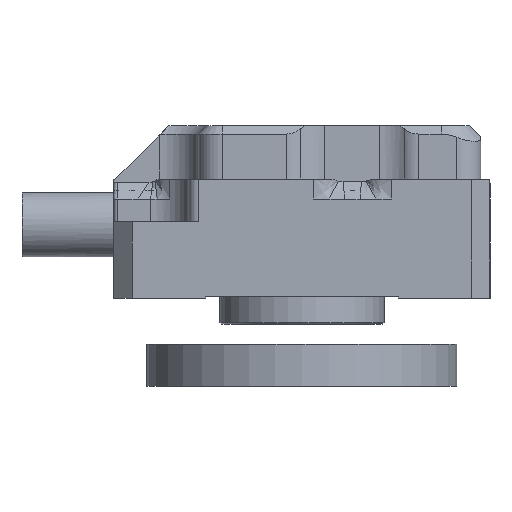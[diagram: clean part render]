
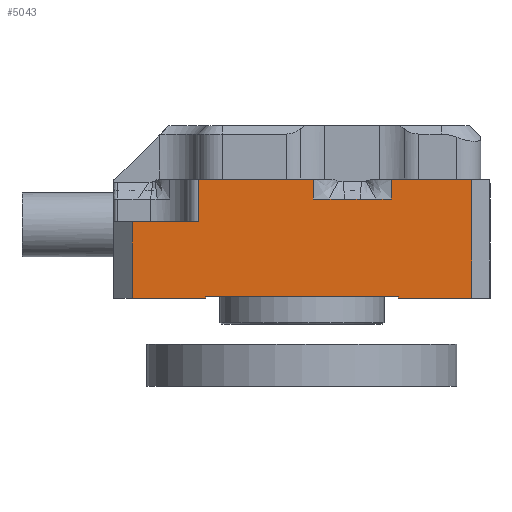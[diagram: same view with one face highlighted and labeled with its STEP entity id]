
A CAD part, left-side view. The second image highlights one B-rep face of the part: STEP entity #5043.
In plain terms, the highlighted planar face has unit normal (-1, 0, 0).
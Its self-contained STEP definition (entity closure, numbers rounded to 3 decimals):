
#5043=ADVANCED_FACE('',(#8310),#6543,.T.);
#6543=PLANE('',#37957);
#8310=FACE_OUTER_BOUND('',#10449,.T.);
#10449=EDGE_LOOP('',(#20235,#20236,#20237,#20238,#20239,#20240,#20241,#20242,
#20243,#20244,#20245,#20246,#20247,#20248,#20249,#20250,#20251,#20252));
#20235=ORIENTED_EDGE('',*,*,#29329,.T.);
#20236=ORIENTED_EDGE('',*,*,#29330,.T.);
#20237=ORIENTED_EDGE('',*,*,#29331,.F.);
#20238=ORIENTED_EDGE('',*,*,#29332,.F.);
#20239=ORIENTED_EDGE('',*,*,#29333,.F.);
#20240=ORIENTED_EDGE('',*,*,#29334,.F.);
#20241=ORIENTED_EDGE('',*,*,#29335,.F.);
#20242=ORIENTED_EDGE('',*,*,#29215,.T.);
#20243=ORIENTED_EDGE('',*,*,#29336,.T.);
#20244=ORIENTED_EDGE('',*,*,#29337,.F.);
#20245=ORIENTED_EDGE('',*,*,#29338,.T.);
#20246=ORIENTED_EDGE('',*,*,#29300,.T.);
#20247=ORIENTED_EDGE('',*,*,#29279,.T.);
#20248=ORIENTED_EDGE('',*,*,#29339,.F.);
#20249=ORIENTED_EDGE('',*,*,#29340,.F.);
#20250=ORIENTED_EDGE('',*,*,#29341,.T.);
#20251=ORIENTED_EDGE('',*,*,#29342,.T.);
#20252=ORIENTED_EDGE('',*,*,#29266,.T.);
#24185=VERTEX_POINT('',#63877);
#24186=VERTEX_POINT('',#63879);
#24230=VERTEX_POINT('',#63985);
#24231=VERTEX_POINT('',#63987);
#24238=VERTEX_POINT('',#64006);
#24241=VERTEX_POINT('',#64011);
#24257=VERTEX_POINT('',#64057);
#24282=VERTEX_POINT('',#64121);
#24283=VERTEX_POINT('',#64123);
#24284=VERTEX_POINT('',#64125);
#24285=VERTEX_POINT('',#64127);
#24286=VERTEX_POINT('',#64129);
#24287=VERTEX_POINT('',#64131);
#24288=VERTEX_POINT('',#64134);
#24289=VERTEX_POINT('',#64136);
#24290=VERTEX_POINT('',#64139);
#24291=VERTEX_POINT('',#64141);
#24292=VERTEX_POINT('',#64143);
#29215=EDGE_CURVE('',#24186,#24185,#32377,.T.);
#29266=EDGE_CURVE('',#24231,#24230,#32414,.T.);
#29279=EDGE_CURVE('',#24238,#24241,#32424,.T.);
#29300=EDGE_CURVE('',#24257,#24238,#32438,.T.);
#29329=EDGE_CURVE('',#24230,#24282,#32457,.T.);
#29330=EDGE_CURVE('',#24282,#24283,#32458,.T.);
#29331=EDGE_CURVE('',#24284,#24283,#32459,.T.);
#29332=EDGE_CURVE('',#24285,#24284,#32460,.T.);
#29333=EDGE_CURVE('',#24286,#24285,#32461,.T.);
#29334=EDGE_CURVE('',#24287,#24286,#32462,.T.);
#29335=EDGE_CURVE('',#24186,#24287,#32463,.T.);
#29336=EDGE_CURVE('',#24185,#24288,#32464,.T.);
#29337=EDGE_CURVE('',#24289,#24288,#32465,.T.);
#29338=EDGE_CURVE('',#24289,#24257,#32466,.T.);
#29339=EDGE_CURVE('',#24290,#24241,#32467,.T.);
#29340=EDGE_CURVE('',#24291,#24290,#32468,.T.);
#29341=EDGE_CURVE('',#24291,#24292,#32469,.T.);
#29342=EDGE_CURVE('',#24292,#24231,#32470,.T.);
#32377=LINE('',#63878,#35520);
#32414=LINE('',#63986,#35557);
#32424=LINE('',#64012,#35567);
#32438=LINE('',#64056,#35581);
#32457=LINE('',#64120,#35600);
#32458=LINE('',#64122,#35601);
#32459=LINE('',#64124,#35602);
#32460=LINE('',#64126,#35603);
#32461=LINE('',#64128,#35604);
#32462=LINE('',#64130,#35605);
#32463=LINE('',#64132,#35606);
#32464=LINE('',#64133,#35607);
#32465=LINE('',#64135,#35608);
#32466=LINE('',#64137,#35609);
#32467=LINE('',#64138,#35610);
#32468=LINE('',#64140,#35611);
#32469=LINE('',#64142,#35612);
#32470=LINE('',#64144,#35613);
#35520=VECTOR('',#45355,1.);
#35557=VECTOR('',#45426,1.);
#35567=VECTOR('',#45446,1.);
#35581=VECTOR('',#45490,1.);
#35600=VECTOR('',#45531,1.);
#35601=VECTOR('',#45532,1.);
#35602=VECTOR('',#45533,1.);
#35603=VECTOR('',#45534,1.);
#35604=VECTOR('',#45535,1.);
#35605=VECTOR('',#45536,1.);
#35606=VECTOR('',#45537,1.);
#35607=VECTOR('',#45538,1.);
#35608=VECTOR('',#45539,1.);
#35609=VECTOR('',#45540,1.);
#35610=VECTOR('',#45541,1.);
#35611=VECTOR('',#45542,1.);
#35612=VECTOR('',#45543,1.);
#35613=VECTOR('',#45544,1.);
#37957=AXIS2_PLACEMENT_3D('',#64145,#45545,#45546);
#45355=DIRECTION('',(0.,1.,0.));
#45426=DIRECTION('',(0.,1.,0.));
#45446=DIRECTION('',(0.,0.,1.));
#45490=DIRECTION('',(0.,-1.,0.));
#45531=DIRECTION('',(0.,0.,-1.));
#45532=DIRECTION('',(0.,1.,0.));
#45533=DIRECTION('',(0.,-1.,0.));
#45534=DIRECTION('',(0.,-1.,0.));
#45535=DIRECTION('',(0.,-1.,0.));
#45536=DIRECTION('',(0.,-1.,0.));
#45537=DIRECTION('',(0.,0.,-1.));
#45538=DIRECTION('',(0.,0.,-1.));
#45539=DIRECTION('',(0.,-1.,0.));
#45540=DIRECTION('',(0.,0.,-1.));
#45541=DIRECTION('',(0.,1.,0.));
#45542=DIRECTION('',(0.,0.,1.));
#45543=DIRECTION('',(0.,-1.,0.));
#45544=DIRECTION('',(0.,0.,1.));
#45545=DIRECTION('',(-1.,0.,0.));
#45546=DIRECTION('',(0.,0.,1.));
#63877=CARTESIAN_POINT('',(0.,15.9,56.45));
#63878=CARTESIAN_POINT('',(0.,10.25,56.45));
#63879=CARTESIAN_POINT('',(0.,9.625,56.45));
#63985=CARTESIAN_POINT('',(0.,5.375,56.45));
#63986=CARTESIAN_POINT('',(0.,10.25,56.45));
#63987=CARTESIAN_POINT('',(0.,1.,56.45));
#64006=CARTESIAN_POINT('',(0.,15.5,50.));
#64011=CARTESIAN_POINT('',(0.,15.5,50.1));
#64012=CARTESIAN_POINT('',(0.,15.5,50.1));
#64056=CARTESIAN_POINT('',(0.,10.25,50.));
#64057=CARTESIAN_POINT('',(0.,19.5,50.));
#64120=CARTESIAN_POINT('',(0.,5.375,55.4));
#64121=CARTESIAN_POINT('',(0.,5.375,55.4));
#64122=CARTESIAN_POINT('',(0.,5.375,55.4));
#64123=CARTESIAN_POINT('',(0.,6.225,55.4));
#64124=CARTESIAN_POINT('',(0.,9.625,55.4));
#64125=CARTESIAN_POINT('',(0.,7.075,55.4));
#64126=CARTESIAN_POINT('',(0.,9.625,55.4));
#64127=CARTESIAN_POINT('',(0.,7.925,55.4));
#64128=CARTESIAN_POINT('',(0.,9.625,55.4));
#64129=CARTESIAN_POINT('',(0.,8.775,55.4));
#64130=CARTESIAN_POINT('',(0.,9.625,55.4));
#64131=CARTESIAN_POINT('',(0.,9.625,55.4));
#64132=CARTESIAN_POINT('',(0.,9.625,55.4));
#64133=CARTESIAN_POINT('',(0.,15.9,54.15));
#64134=CARTESIAN_POINT('',(0.,15.9,54.15));
#64135=CARTESIAN_POINT('',(0.,20.5,54.15));
#64136=CARTESIAN_POINT('',(0.,19.5,54.15));
#64137=CARTESIAN_POINT('',(0.,19.5,50.));
#64138=CARTESIAN_POINT('',(0.,5.,50.1));
#64139=CARTESIAN_POINT('',(0.,5.,50.1));
#64140=CARTESIAN_POINT('',(0.,5.,50.1));
#64141=CARTESIAN_POINT('',(0.,5.,50.));
#64142=CARTESIAN_POINT('',(0.,10.25,50.));
#64143=CARTESIAN_POINT('',(0.,1.,50.));
#64144=CARTESIAN_POINT('',(0.,1.,50.));
#64145=CARTESIAN_POINT('',(0.,10.25,50.));
